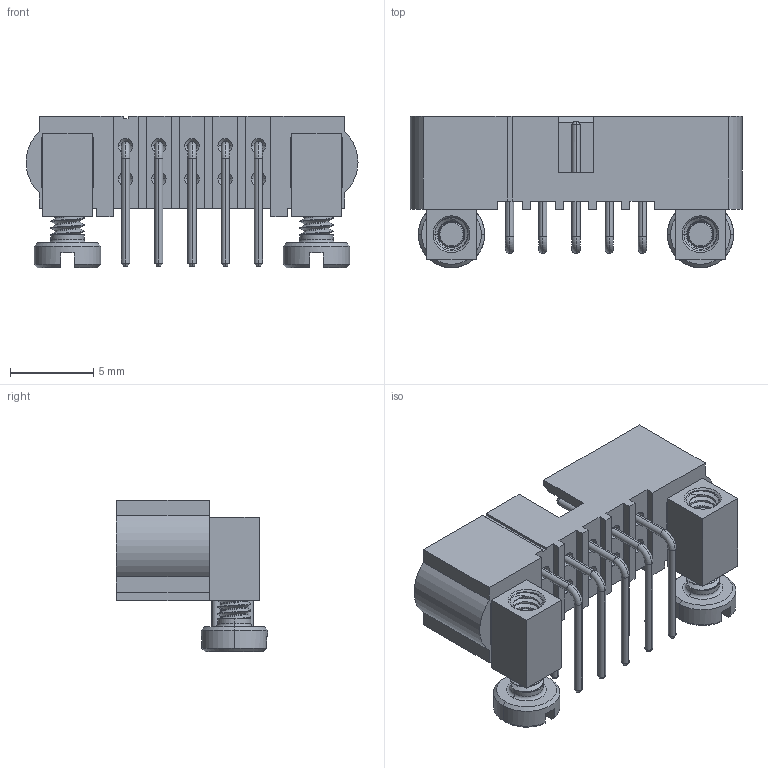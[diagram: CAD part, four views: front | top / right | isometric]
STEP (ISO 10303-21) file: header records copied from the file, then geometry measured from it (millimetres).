
FILE_DESCRIPTION((''),'2;1');
FILE_NAME('M80-5402022_ASM','2013-03-22T',('wbourne'),(''),'PRO/ENGINEER BY PARAMETRIC TECHNOLOGY CORPORATION, 2012230','PRO/ENGINEER BY PARAMETRIC TECHNOLOGY CORPORATION, 2012230','');
FILE_SCHEMA(('CONFIG_CONTROL_DESIGN'));
Length unit declared in the file: millimetre
Products named in the file (6): M80-2702098_SEPARATE_ROWS; M80-530XX22_SHORT_PIN; M80-530XX22_LONG_PIN; M80-2250000; M80-226; M80-5402022_ASM
Assembly tree (15 placements, depth 2):
  M80-5402022_ASM
    M80-2702098_SEPARATE_ROWS
    M80-530XX22_SHORT_PIN  x5
    M80-530XX22_LONG_PIN  x5
    M80-2250000  x2
    M80-226  x2
Bounding box: 20 x 9.1 x 9.12 mm (x, y, z)
Volume: 506.3 mm3; surface area: 1590.1 mm2
Topology: 15 solids, 21 shells, 661 faces, 1585 edges, 976 vertices
Faces by surface type: cylinder 230, plane 211, bspline 100, cone 96, torus 24
Entity records: 20833 total; most frequent: CARTESIAN_POINT 10756, ORIENTED_EDGE 1552, DIRECTION 1429, PRESENTATION_STYLE_ASSIGNMENT 809, STYLED_ITEM 791, CURVE_STYLE 783, EDGE_CURVE 783, AXIS2_PLACEMENT_3D 523
